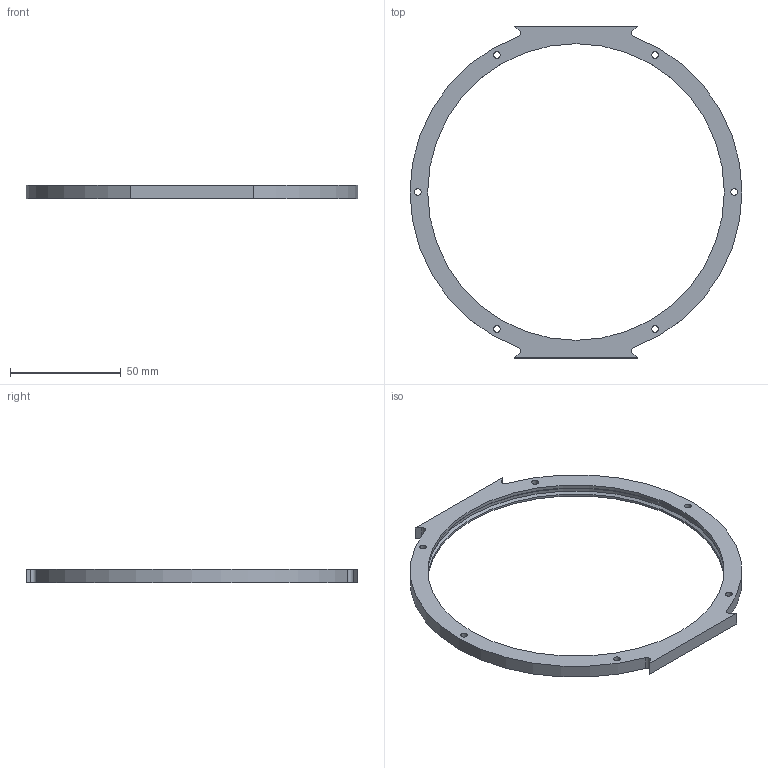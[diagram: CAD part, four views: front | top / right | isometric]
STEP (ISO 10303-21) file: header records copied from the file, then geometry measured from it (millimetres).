
FILE_DESCRIPTION(/* description */ (''),/* implementation_level */ '2;1');
FILE_NAME(/* name */ 'Weapon Disk One Part.stp',/* time_stamp */ '2024-02-22T19:25:45+08:00',/* author */ ('robpl'),/* organization */ (''),/* preprocessor_version */ 'ST-DEVELOPER v19.2',/* originating_system */ 'Autodesk Inventor 2023',/* authorisation */ '');
FILE_SCHEMA (('AUTOMOTIVE_DESIGN { 1 0 10303 214 3 1 1 }'));
Length unit declared in the file: millimetre
Products named in the file (1): Weapon Disk One Part
Bounding box: 150 x 150 x 6 mm (x, y, z)
Volume: 21042.5 mm3; surface area: 13606.4 mm2
Topology: 1 solids, 1 shells, 25 faces, 67 edges, 44 vertices
Faces by surface type: cylinder 15, plane 8, cone 2
Full cylindrical faces by diameter (mm): 3 x6, 134 x2, 136 x1
Entity records: 868 total; most frequent: DIRECTION 151, CARTESIAN_POINT 137, ORIENTED_EDGE 134, EDGE_CURVE 67, AXIS2_PLACEMENT_3D 58, VERTEX_POINT 44, EDGE_LOOP 39, LINE 35
